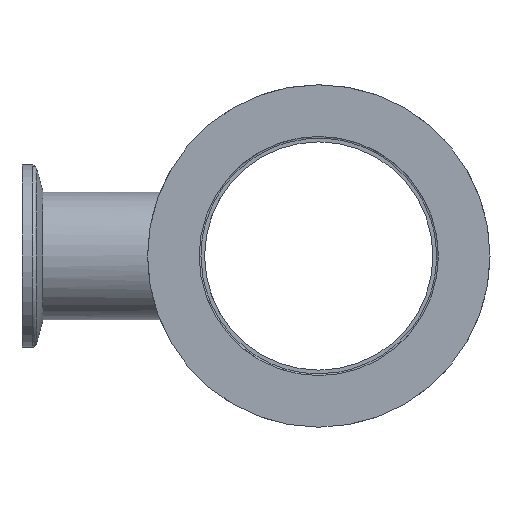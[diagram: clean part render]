
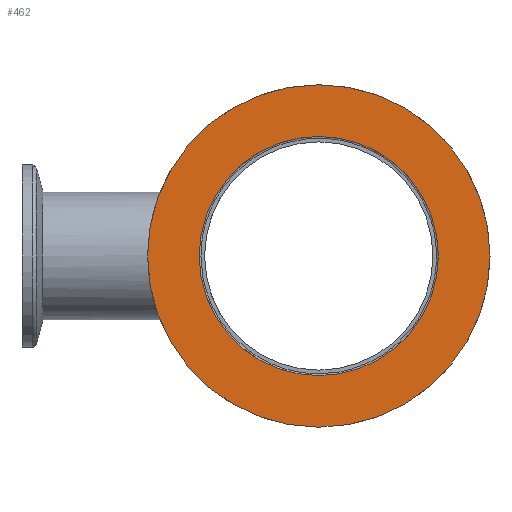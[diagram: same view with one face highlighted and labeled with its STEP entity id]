
A CAD part, left-side view. The second image highlights one B-rep face of the part: STEP entity #462.
In plain terms, the highlighted face is planar.
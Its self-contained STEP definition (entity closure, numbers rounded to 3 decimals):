
#151 = EDGE_LOOP ( 'NONE', ( #692 ) ) ;
#327 = FACE_OUTER_BOUND ( 'NONE', #2211, .T. ) ;
#372 = CARTESIAN_POINT ( 'NONE',  ( 37.5, 5.1, 0. ) ) ;
#462 = ADVANCED_FACE ( 'NONE', ( #2977, #327 ), #2633, .T. ) ;
#673 = DIRECTION ( 'NONE',  ( 0., 0., 1. ) ) ;
#692 = ORIENTED_EDGE ( 'NONE', *, *, #3161, .T. ) ;
#794 = AXIS2_PLACEMENT_3D ( 'NONE', #3171, #1593, #1616 ) ;
#894 = DIRECTION ( 'NONE',  ( 0., 1., 0. ) ) ;
#1098 = DIRECTION ( 'NONE',  ( 0., 0., -1. ) ) ;
#1142 = CARTESIAN_POINT ( 'NONE',  ( 0., 5.1, -26.2 ) ) ;
#1559 = VERTEX_POINT ( 'NONE', #1142 ) ;
#1570 = AXIS2_PLACEMENT_3D ( 'NONE', #372, #894, #673 ) ;
#1593 = DIRECTION ( 'NONE',  ( 0., 1., 0. ) ) ;
#1616 = DIRECTION ( 'NONE',  ( 0., 0., -1. ) ) ;
#1680 = ORIENTED_EDGE ( 'NONE', *, *, #2654, .T. ) ;
#1692 = VERTEX_POINT ( 'NONE', #2675 ) ;
#2127 = AXIS2_PLACEMENT_3D ( 'NONE', #2636, #2872, #1098 ) ;
#2211 = EDGE_LOOP ( 'NONE', ( #1680 ) ) ;
#2299 = CIRCLE ( 'NONE', #794, 37.5 ) ;
#2633 = PLANE ( 'NONE',  #1570 ) ;
#2636 = CARTESIAN_POINT ( 'NONE',  ( 0., 5.1, 0. ) ) ;
#2654 = EDGE_CURVE ( 'NONE', #1692, #1692, #2299, .T. ) ;
#2675 = CARTESIAN_POINT ( 'NONE',  ( 0., 5.1, -37.5 ) ) ;
#2872 = DIRECTION ( 'NONE',  ( 0., -1., 0. ) ) ;
#2977 = FACE_BOUND ( 'NONE', #151, .T. ) ;
#2984 = CIRCLE ( 'NONE', #2127, 26.2 ) ;
#3161 = EDGE_CURVE ( 'NONE', #1559, #1559, #2984, .T. ) ;
#3171 = CARTESIAN_POINT ( 'NONE',  ( 0., 5.1, 0. ) ) ;
